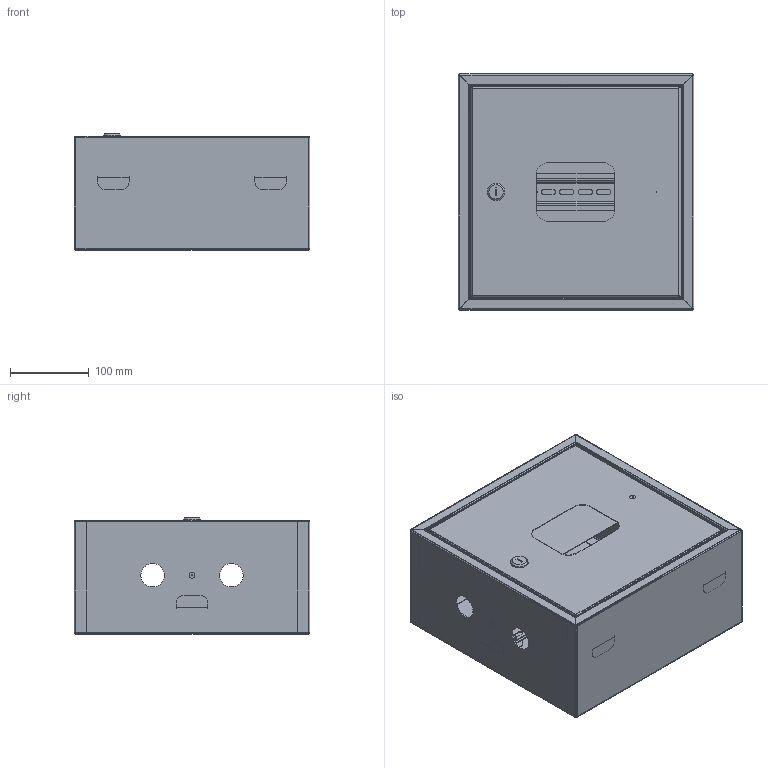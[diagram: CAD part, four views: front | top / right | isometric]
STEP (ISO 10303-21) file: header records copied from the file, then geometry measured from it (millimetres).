
FILE_DESCRIPTION (( 'STEP AP203' ), '1' );
FILE_NAME ('ÌÈ-2072 ßÓÐ ñ îäíîé DIN-ðåéêîé (300õ300õ150) EKF Basic.STEP', '2021-04-26T12:14:13', ( '' ), ( '' ), 'SwSTEP 2.0', 'SolidWorks 2021', '' );
FILE_SCHEMA (( 'CONFIG_CONTROL_DESIGN' ));
Length unit declared in the file: millimetre
Products named in the file (17): ÌÈ-2072.01.00.000 ÑÁ Êîðïóñ â ñáîðå; ÌÈ-2072 ßÓÐ ñ îäíîé DIN-ðåéêîé (300õ300õ150) EKF Basic; Øïèëüêà Ì6õ12; DIN-ðåéêà ïîä àâòîìàòû; cross ph tapping 968_din_Screw DIN 968-ST4.2x13-C-H-N; Êðîíøòåéí 40õ40; ÌÈ-2072.01.02.000 ÑÁ Ñòåíêà ëåâàÿ â ñáîðå; ÌÈ-2072.02.00.000 ÑÁ Äâåðü â ñáîðå; ÌÈ-2072.00.00.001 Ôàëüøïàíåëü; ÌÈ-2072.01.00.001 Ñòåíêà çàäíÿÿ; ÌÈ-2072.01.01.000 ÑÁ Ñòåíêà ïðàâàÿ â ñáîðå; ÌÈ-2072.01.02.001 Ñòåíêà ëåâàÿ; Çàêëåïêà ãàå÷íàÿ Ì4_Œ8; pan head cross recess screw_din_ISO 7045 - M4 x 16 - Z --- 16N; ÌÈ-2072.01.01.001 Ñòåíêà ïðàâàÿ; ﾌﾈ-2072.02.00.001 ﾄ粢; Çàìîê ïî÷òîâûé
Assembly tree (30 placements, depth 4):
  ÌÈ-2072 ßÓÐ ñ îäíîé DIN-ðåéêîé (300õ300õ150) EKF Basic
    ÌÈ-2072.01.00.000 ÑÁ Êîðïóñ â ñáîðå
      ÌÈ-2072.01.01.000 ÑÁ Ñòåíêà ïðàâàÿ â ñáîðå
        ÌÈ-2072.01.01.001 Ñòåíêà ïðàâàÿ
        Øïèëüêà Ì6õ12
        Êðîíøòåéí 40õ40  x5
      ÌÈ-2072.01.00.001 Ñòåíêà çàäíÿÿ
      ÌÈ-2072.01.02.000 ÑÁ Ñòåíêà ëåâàÿ â ñáîðå
        ÌÈ-2072.01.02.001 Ñòåíêà ëåâàÿ
        Øïèëüêà Ì6õ12
        Êðîíøòåéí 40õ40
    ÌÈ-2072.02.00.000 ÑÁ Äâåðü â ñáîðå
      ﾌﾈ-2072.02.00.001 ﾄ粢
      Çàêëåïêà ãàå÷íàÿ Ì4_Œ8  x2
      Øïèëüêà Ì6õ12
      Çàìîê ïî÷òîâûé
    pan head cross recess screw_din_ISO 7045 - M4 x 16 - Z --- 16N  x2
    ÌÈ-2072.00.00.001 Ôàëüøïàíåëü
    cross ph tapping 968_din_Screw DIN 968-ST4.2x13-C-H-N  x6
    DIN-ðåéêà ïîä àâòîìàòû
Bounding box: 300 x 300 x 148 mm (x, y, z)
Volume: 348719.8 mm3; surface area: 957341.6 mm2
Topology: 26 solids, 26 shells, 1092 faces, 2741 edges, 1730 vertices
Faces by surface type: plane 575, cylinder 274, bspline 151, cone 60, torus 16, sphere 16
Entity records: 25999 total; most frequent: CARTESIAN_POINT 8398, ORIENTED_EDGE 3274, DIRECTION 2989, EDGE_CURVE 1637, VECTOR 1047, LINE 1047, VERTEX_POINT 1016, AXIS2_PLACEMENT_3D 971
